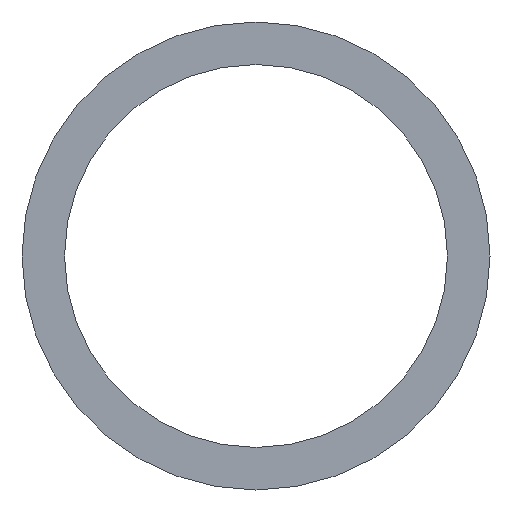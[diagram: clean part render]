
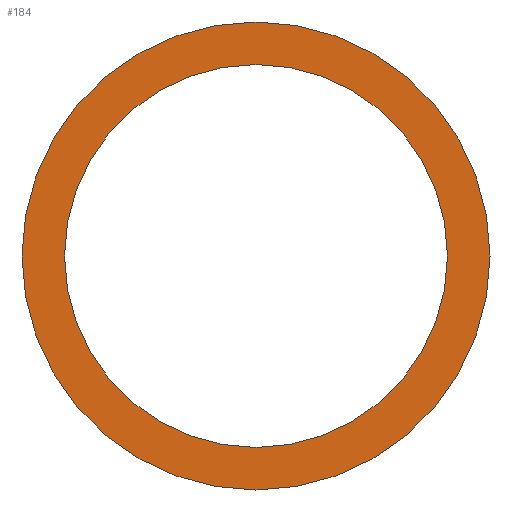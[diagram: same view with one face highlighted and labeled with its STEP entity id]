
A CAD part, left-side view. The second image highlights one B-rep face of the part: STEP entity #184.
In plain terms, the highlighted planar face has unit normal (-1, 0, 0).
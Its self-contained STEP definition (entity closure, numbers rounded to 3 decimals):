
#3 = FACE_BOUND ( 'NONE', #86, .T. ) ;
#4 = FACE_OUTER_BOUND ( 'NONE', #83, .T. ) ;
#22 = AXIS2_PLACEMENT_3D ( 'NONE', #155, #182, #169 ) ;
#23 = AXIS2_PLACEMENT_3D ( 'NONE', #151, #150, #157 ) ;
#26 = AXIS2_PLACEMENT_3D ( 'NONE', #133, #140, #148 ) ;
#28 = AXIS2_PLACEMENT_3D ( 'NONE', #119, #110, #108 ) ;
#30 = EDGE_CURVE ( 'NONE', #89, #50, #98, .T. ) ;
#32 = EDGE_CURVE ( 'NONE', #50, #89, #55, .T. ) ;
#36 = EDGE_CURVE ( 'NONE', #94, #95, #48, .T. ) ;
#37 = EDGE_CURVE ( 'NONE', #95, #94, #52, .T. ) ;
#48 = CIRCLE ( 'NONE', #23, 45. ) ;
#50 = VERTEX_POINT ( 'NONE', #158 ) ;
#52 = CIRCLE ( 'NONE', #22, 45. ) ;
#55 = CIRCLE ( 'NONE', #26, 55. ) ;
#61 = ORIENTED_EDGE ( 'NONE', *, *, #30, .T. ) ;
#79 = ORIENTED_EDGE ( 'NONE', *, *, #37, .F. ) ;
#80 = ORIENTED_EDGE ( 'NONE', *, *, #36, .F. ) ;
#81 = ORIENTED_EDGE ( 'NONE', *, *, #32, .T. ) ;
#83 = EDGE_LOOP ( 'NONE', ( #81, #61 ) ) ;
#86 = EDGE_LOOP ( 'NONE', ( #79, #80 ) ) ;
#89 = VERTEX_POINT ( 'NONE', #125 ) ;
#94 = VERTEX_POINT ( 'NONE', #115 ) ;
#95 = VERTEX_POINT ( 'NONE', #122 ) ;
#98 = CIRCLE ( 'NONE', #28, 55. ) ;
#108 = DIRECTION ( 'NONE',  ( 0., 0., 1. ) ) ;
#110 = DIRECTION ( 'NONE',  ( -1., 0., 0. ) ) ;
#115 = CARTESIAN_POINT ( 'NONE',  ( -1., 0., -45. ) ) ;
#119 = CARTESIAN_POINT ( 'NONE',  ( -1., 0., 0. ) ) ;
#122 = CARTESIAN_POINT ( 'NONE',  ( -1., 0., 45. ) ) ;
#125 = CARTESIAN_POINT ( 'NONE',  ( -1., 0., -55. ) ) ;
#129 = DIRECTION ( 'NONE',  ( 0., 0., -1. ) ) ;
#130 = DIRECTION ( 'NONE',  ( 1., 0., 0. ) ) ;
#131 = CARTESIAN_POINT ( 'NONE',  ( -1., 55., 0. ) ) ;
#133 = CARTESIAN_POINT ( 'NONE',  ( -1., 0., 0. ) ) ;
#140 = DIRECTION ( 'NONE',  ( -1., 0., 0. ) ) ;
#148 = DIRECTION ( 'NONE',  ( 0., 0., 1. ) ) ;
#150 = DIRECTION ( 'NONE',  ( -1., 0., 0. ) ) ;
#151 = CARTESIAN_POINT ( 'NONE',  ( -1., 0., 0. ) ) ;
#152 = PLANE ( 'NONE',  #249 ) ;
#155 = CARTESIAN_POINT ( 'NONE',  ( -1., 0., 0. ) ) ;
#157 = DIRECTION ( 'NONE',  ( 0., 0., 1. ) ) ;
#158 = CARTESIAN_POINT ( 'NONE',  ( -1., 0., 55. ) ) ;
#169 = DIRECTION ( 'NONE',  ( 0., 0., 1. ) ) ;
#182 = DIRECTION ( 'NONE',  ( -1., 0., 0. ) ) ;
#184 = ADVANCED_FACE ( 'NONE', ( #3, #4 ), #152, .F. ) ;
#249 = AXIS2_PLACEMENT_3D ( 'NONE', #131, #130, #129 ) ;
